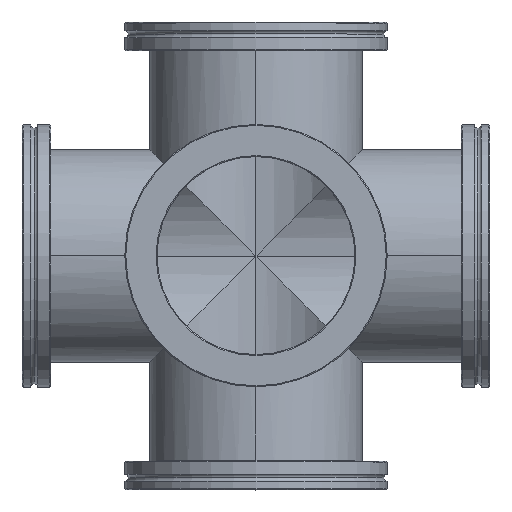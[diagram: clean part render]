
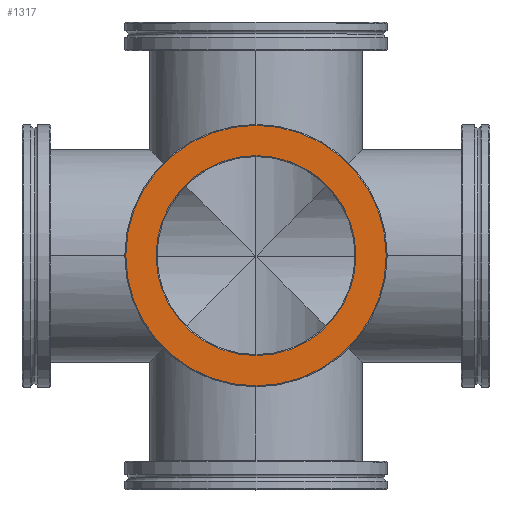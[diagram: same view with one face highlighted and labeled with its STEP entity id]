
A CAD part, top view. The second image highlights one B-rep face of the part: STEP entity #1317.
In plain terms, the highlighted face is planar.
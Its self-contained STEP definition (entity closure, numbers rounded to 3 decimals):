
#58 = ORIENTED_EDGE ( 'NONE', *, *, #1693, .T. ) ;
#114 = CARTESIAN_POINT ( 'NONE',  ( 0., 0., 0. ) ) ;
#158 = CIRCLE ( 'NONE', #661, 41.9 ) ;
#247 = DIRECTION ( 'NONE',  ( 0., 0., -1. ) ) ;
#349 = PLANE ( 'NONE',  #841 ) ;
#458 = EDGE_LOOP ( 'NONE', ( #972, #58 ) ) ;
#504 = CARTESIAN_POINT ( 'NONE',  ( 0., 0., 0. ) ) ;
#525 = CARTESIAN_POINT ( 'NONE',  ( 0., 0., 54.6 ) ) ;
#611 = DIRECTION ( 'NONE',  ( 0., -1., 0. ) ) ;
#646 = DIRECTION ( 'NONE',  ( 0., 0., -1. ) ) ;
#661 = AXIS2_PLACEMENT_3D ( 'NONE', #504, #1489, #646 ) ;
#668 = DIRECTION ( 'NONE',  ( 0., 1., 0. ) ) ;
#799 = CARTESIAN_POINT ( 'NONE',  ( 0., 0., 0. ) ) ;
#804 = CARTESIAN_POINT ( 'NONE',  ( 0., 0., -54.6 ) ) ;
#841 = AXIS2_PLACEMENT_3D ( 'NONE', #1316, #611, #1586 ) ;
#919 = CIRCLE ( 'NONE', #1757, 54.6 ) ;
#938 = AXIS2_PLACEMENT_3D ( 'NONE', #799, #668, #941 ) ;
#941 = DIRECTION ( 'NONE',  ( 0., 0., -1. ) ) ;
#972 = ORIENTED_EDGE ( 'NONE', *, *, #1762, .T. ) ;
#973 = FACE_OUTER_BOUND ( 'NONE', #458, .T. ) ;
#1035 = ORIENTED_EDGE ( 'NONE', *, *, #1519, .T. ) ;
#1040 = DIRECTION ( 'NONE',  ( 0., -1., 0. ) ) ;
#1043 = VERTEX_POINT ( 'NONE', #804 ) ;
#1107 = CARTESIAN_POINT ( 'NONE',  ( 0., 0., 0. ) ) ;
#1120 = AXIS2_PLACEMENT_3D ( 'NONE', #1107, #1133, #1166 ) ;
#1133 = DIRECTION ( 'NONE',  ( 0., -1., 0. ) ) ;
#1166 = DIRECTION ( 'NONE',  ( 0., 0., -1. ) ) ;
#1256 = CIRCLE ( 'NONE', #938, 41.9 ) ;
#1316 = CARTESIAN_POINT ( 'NONE',  ( -41.5, 0., 0. ) ) ;
#1317 = ADVANCED_FACE ( 'NONE', ( #1362, #973 ), #349, .T. ) ;
#1362 = FACE_BOUND ( 'NONE', #1438, .T. ) ;
#1418 = EDGE_CURVE ( 'NONE', #1694, #1589, #158, .T. ) ;
#1423 = CIRCLE ( 'NONE', #1120, 54.6 ) ;
#1438 = EDGE_LOOP ( 'NONE', ( #1035, #1652 ) ) ;
#1489 = DIRECTION ( 'NONE',  ( 0., 1., 0. ) ) ;
#1519 = EDGE_CURVE ( 'NONE', #1589, #1694, #1256, .T. ) ;
#1536 = VERTEX_POINT ( 'NONE', #525 ) ;
#1586 = DIRECTION ( 'NONE',  ( 0., 0., -1. ) ) ;
#1589 = VERTEX_POINT ( 'NONE', #1675 ) ;
#1652 = ORIENTED_EDGE ( 'NONE', *, *, #1418, .T. ) ;
#1675 = CARTESIAN_POINT ( 'NONE',  ( 0., 0., -41.9 ) ) ;
#1693 = EDGE_CURVE ( 'NONE', #1043, #1536, #919, .T. ) ;
#1694 = VERTEX_POINT ( 'NONE', #1720 ) ;
#1720 = CARTESIAN_POINT ( 'NONE',  ( 0., 0., 41.9 ) ) ;
#1757 = AXIS2_PLACEMENT_3D ( 'NONE', #114, #1040, #247 ) ;
#1762 = EDGE_CURVE ( 'NONE', #1536, #1043, #1423, .T. ) ;
